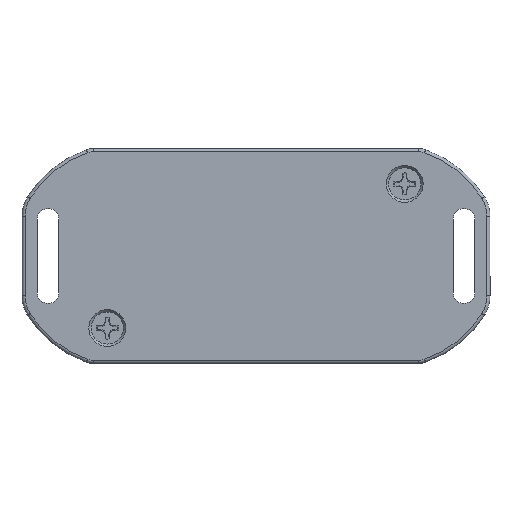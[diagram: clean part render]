
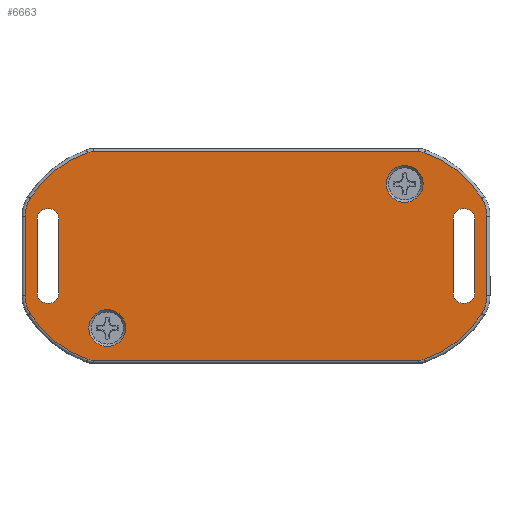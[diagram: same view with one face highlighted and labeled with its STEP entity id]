
A CAD part, top view. The second image highlights one B-rep face of the part: STEP entity #6663.
In plain terms, the highlighted face is planar.
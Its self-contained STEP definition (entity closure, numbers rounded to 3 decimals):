
#271=CIRCLE('',#7028,1.75);
#292=CIRCLE('',#7056,1.75);
#324=CIRCLE('',#7115,3.);
#326=CIRCLE('',#7118,3.);
#328=CIRCLE('',#7121,17.8);
#330=CIRCLE('',#7124,17.8);
#332=CIRCLE('',#7127,5.5);
#334=CIRCLE('',#7130,5.5);
#338=CIRCLE('',#7137,5.5);
#340=CIRCLE('',#7140,5.5);
#342=CIRCLE('',#7143,17.8);
#344=CIRCLE('',#7146,17.8);
#346=CIRCLE('',#7149,3.);
#348=CIRCLE('',#7152,3.);
#349=CIRCLE('',#7156,3.);
#350=CIRCLE('',#7157,3.);
#351=CIRCLE('',#7158,1.75);
#352=CIRCLE('',#7159,1.75);
#515=FACE_BOUND('',#1385,.T.);
#516=FACE_BOUND('',#1386,.T.);
#517=FACE_BOUND('',#1387,.T.);
#518=FACE_BOUND('',#1388,.T.);
#963=FACE_OUTER_BOUND('',#1384,.T.);
#1384=EDGE_LOOP('',(#5734,#5735,#5736,#5737,#5738,#5739,#5740,#5741,#5742,
#5743,#5744,#5745,#5746,#5747,#5748,#5749));
#1385=EDGE_LOOP('',(#5750));
#1386=EDGE_LOOP('',(#5751));
#1387=EDGE_LOOP('',(#5752,#5753,#5754,#5755));
#1388=EDGE_LOOP('',(#5756,#5757,#5758,#5759));
#1924=LINE('',#11943,#2502);
#1940=LINE('',#12018,#2518);
#1962=LINE('',#12192,#2540);
#1963=LINE('',#12221,#2541);
#1964=LINE('',#12225,#2542);
#1965=LINE('',#12251,#2543);
#1967=LINE('',#12261,#2545);
#1968=LINE('',#12264,#2546);
#2502=VECTOR('',#8294,12.);
#2518=VECTOR('',#8366,12.);
#2540=VECTOR('',#8496,53.);
#2541=VECTOR('',#8539,12.975);
#2542=VECTOR('',#8544,12.975);
#2543=VECTOR('',#8583,53.);
#2545=VECTOR('',#8595,12.);
#2546=VECTOR('',#8598,12.);
#3079=VERTEX_POINT('',#11935);
#3080=VERTEX_POINT('',#11937);
#3081=VERTEX_POINT('',#11941);
#3110=VERTEX_POINT('',#12010);
#3111=VERTEX_POINT('',#12012);
#3112=VERTEX_POINT('',#12016);
#3144=VERTEX_POINT('',#12186);
#3146=VERTEX_POINT('',#12190);
#3147=VERTEX_POINT('',#12194);
#3148=VERTEX_POINT('',#12199);
#3149=VERTEX_POINT('',#12203);
#3150=VERTEX_POINT('',#12207);
#3151=VERTEX_POINT('',#12211);
#3152=VERTEX_POINT('',#12215);
#3153=VERTEX_POINT('',#12219);
#3154=VERTEX_POINT('',#12223);
#3155=VERTEX_POINT('',#12227);
#3156=VERTEX_POINT('',#12231);
#3157=VERTEX_POINT('',#12235);
#3158=VERTEX_POINT('',#12239);
#3159=VERTEX_POINT('',#12243);
#3160=VERTEX_POINT('',#12247);
#3161=VERTEX_POINT('',#12255);
#3162=VERTEX_POINT('',#12257);
#3163=VERTEX_POINT('',#12259);
#3164=VERTEX_POINT('',#12262);
#3920=EDGE_CURVE('',#3080,#3079,#271,.T.);
#3923=EDGE_CURVE('',#3079,#3081,#1924,.T.);
#3957=EDGE_CURVE('',#3111,#3110,#292,.T.);
#3960=EDGE_CURVE('',#3110,#3112,#1940,.T.);
#4019=EDGE_CURVE('',#3146,#3144,#1962,.T.);
#4022=EDGE_CURVE('',#3144,#3147,#324,.T.);
#4024=EDGE_CURVE('',#3148,#3146,#326,.T.);
#4026=EDGE_CURVE('',#3147,#3149,#328,.T.);
#4028=EDGE_CURVE('',#3150,#3148,#330,.T.);
#4030=EDGE_CURVE('',#3149,#3151,#332,.T.);
#4032=EDGE_CURVE('',#3152,#3150,#334,.T.);
#4034=EDGE_CURVE('',#3151,#3153,#1963,.T.);
#4036=EDGE_CURVE('',#3154,#3152,#1964,.T.);
#4038=EDGE_CURVE('',#3153,#3155,#338,.T.);
#4040=EDGE_CURVE('',#3156,#3154,#340,.T.);
#4042=EDGE_CURVE('',#3155,#3157,#342,.T.);
#4044=EDGE_CURVE('',#3158,#3156,#344,.T.);
#4046=EDGE_CURVE('',#3157,#3159,#346,.T.);
#4048=EDGE_CURVE('',#3160,#3158,#348,.T.);
#4049=EDGE_CURVE('',#3159,#3160,#1965,.T.);
#4051=EDGE_CURVE('',#3161,#3161,#349,.T.);
#4052=EDGE_CURVE('',#3162,#3162,#350,.T.);
#4053=EDGE_CURVE('',#3081,#3163,#351,.T.);
#4054=EDGE_CURVE('',#3163,#3080,#1967,.T.);
#4055=EDGE_CURVE('',#3112,#3164,#352,.T.);
#4056=EDGE_CURVE('',#3164,#3111,#1968,.T.);
#5734=ORIENTED_EDGE('',*,*,#4019,.F.);
#5735=ORIENTED_EDGE('',*,*,#4024,.F.);
#5736=ORIENTED_EDGE('',*,*,#4028,.F.);
#5737=ORIENTED_EDGE('',*,*,#4032,.F.);
#5738=ORIENTED_EDGE('',*,*,#4036,.F.);
#5739=ORIENTED_EDGE('',*,*,#4040,.F.);
#5740=ORIENTED_EDGE('',*,*,#4044,.F.);
#5741=ORIENTED_EDGE('',*,*,#4048,.F.);
#5742=ORIENTED_EDGE('',*,*,#4049,.F.);
#5743=ORIENTED_EDGE('',*,*,#4046,.F.);
#5744=ORIENTED_EDGE('',*,*,#4042,.F.);
#5745=ORIENTED_EDGE('',*,*,#4038,.F.);
#5746=ORIENTED_EDGE('',*,*,#4034,.F.);
#5747=ORIENTED_EDGE('',*,*,#4030,.F.);
#5748=ORIENTED_EDGE('',*,*,#4026,.F.);
#5749=ORIENTED_EDGE('',*,*,#4022,.F.);
#5750=ORIENTED_EDGE('',*,*,#4051,.T.);
#5751=ORIENTED_EDGE('',*,*,#4052,.T.);
#5752=ORIENTED_EDGE('',*,*,#3923,.T.);
#5753=ORIENTED_EDGE('',*,*,#4053,.T.);
#5754=ORIENTED_EDGE('',*,*,#4054,.T.);
#5755=ORIENTED_EDGE('',*,*,#3920,.T.);
#5756=ORIENTED_EDGE('',*,*,#3960,.T.);
#5757=ORIENTED_EDGE('',*,*,#4055,.T.);
#5758=ORIENTED_EDGE('',*,*,#4056,.T.);
#5759=ORIENTED_EDGE('',*,*,#3957,.T.);
#6324=PLANE('',#7155);
#6663=ADVANCED_FACE('',(#963,#515,#516,#517,#518),#6324,.F.);
#7028=AXIS2_PLACEMENT_3D('',#11938,#8288,#8289);
#7056=AXIS2_PLACEMENT_3D('',#12013,#8360,#8361);
#7115=AXIS2_PLACEMENT_3D('',#12197,#8503,#8504);
#7118=AXIS2_PLACEMENT_3D('',#12201,#8509,#8510);
#7121=AXIS2_PLACEMENT_3D('',#12205,#8515,#8516);
#7124=AXIS2_PLACEMENT_3D('',#12209,#8521,#8522);
#7127=AXIS2_PLACEMENT_3D('',#12213,#8527,#8528);
#7130=AXIS2_PLACEMENT_3D('',#12217,#8533,#8534);
#7137=AXIS2_PLACEMENT_3D('',#12229,#8549,#8550);
#7140=AXIS2_PLACEMENT_3D('',#12233,#8555,#8556);
#7143=AXIS2_PLACEMENT_3D('',#12237,#8561,#8562);
#7146=AXIS2_PLACEMENT_3D('',#12241,#8567,#8568);
#7149=AXIS2_PLACEMENT_3D('',#12245,#8573,#8574);
#7152=AXIS2_PLACEMENT_3D('',#12249,#8579,#8580);
#7155=AXIS2_PLACEMENT_3D('',#12254,#8587,#8588);
#7156=AXIS2_PLACEMENT_3D('',#12256,#8589,#8590);
#7157=AXIS2_PLACEMENT_3D('',#12258,#8591,#8592);
#7158=AXIS2_PLACEMENT_3D('',#12260,#8593,#8594);
#7159=AXIS2_PLACEMENT_3D('',#12263,#8596,#8597);
#8288=DIRECTION('center_axis',(0.,0.,1.));
#8289=DIRECTION('ref_axis',(-1.,0.,0.));
#8294=DIRECTION('',(0.,-1.,0.));
#8360=DIRECTION('center_axis',(0.,0.,1.));
#8361=DIRECTION('ref_axis',(1.,0.,0.));
#8366=DIRECTION('',(0.,-1.,0.));
#8496=DIRECTION('',(-1.,0.,0.));
#8503=DIRECTION('center_axis',(0.,0.,1.));
#8504=DIRECTION('ref_axis',(-0.164,0.986,0.));
#8509=DIRECTION('center_axis',(0.,0.,1.));
#8510=DIRECTION('ref_axis',(0.164,0.986,0.));
#8515=DIRECTION('center_axis',(0.,0.,1.));
#8516=DIRECTION('ref_axis',(-0.623,0.782,0.));
#8521=DIRECTION('center_axis',(0.,0.,1.));
#8522=DIRECTION('ref_axis',(0.623,0.782,0.));
#8527=DIRECTION('center_axis',(0.,0.,1.));
#8528=DIRECTION('ref_axis',(-0.962,0.274,0.));
#8533=DIRECTION('center_axis',(0.,0.,1.));
#8534=DIRECTION('ref_axis',(0.962,0.274,0.));
#8539=DIRECTION('',(0.,-1.,0.));
#8544=DIRECTION('',(0.,1.,0.));
#8549=DIRECTION('center_axis',(0.,0.,1.));
#8550=DIRECTION('ref_axis',(-0.962,-0.274,0.));
#8555=DIRECTION('center_axis',(0.,0.,1.));
#8556=DIRECTION('ref_axis',(0.962,-0.274,0.));
#8561=DIRECTION('center_axis',(0.,0.,1.));
#8562=DIRECTION('ref_axis',(-0.623,-0.782,0.));
#8567=DIRECTION('center_axis',(0.,0.,1.));
#8568=DIRECTION('ref_axis',(0.623,-0.782,0.));
#8573=DIRECTION('center_axis',(0.,0.,1.));
#8574=DIRECTION('ref_axis',(-0.164,-0.986,0.));
#8579=DIRECTION('center_axis',(0.,0.,1.));
#8580=DIRECTION('ref_axis',(0.164,-0.986,0.));
#8583=DIRECTION('',(1.,0.,0.));
#8587=DIRECTION('center_axis',(0.,0.,1.));
#8588=DIRECTION('ref_axis',(1.,0.,0.));
#8589=DIRECTION('center_axis',(0.,0.,1.));
#8590=DIRECTION('ref_axis',(-1.,0.,0.));
#8591=DIRECTION('center_axis',(0.,0.,1.));
#8592=DIRECTION('ref_axis',(-1.,0.,0.));
#8593=DIRECTION('center_axis',(0.,0.,1.));
#8594=DIRECTION('ref_axis',(1.,0.,0.));
#8595=DIRECTION('',(0.,1.,0.));
#8596=DIRECTION('center_axis',(0.,0.,1.));
#8597=DIRECTION('ref_axis',(-1.,0.,0.));
#8598=DIRECTION('',(0.,1.,0.));
#11935=CARTESIAN_POINT('',(33.133,9.783,0.));
#11937=CARTESIAN_POINT('',(36.633,9.783,0.));
#11938=CARTESIAN_POINT('Origin',(34.883,9.783,0.));
#11941=CARTESIAN_POINT('',(33.133,-2.217,0.));
#11943=CARTESIAN_POINT('',(33.133,6.783,0.));
#12010=CARTESIAN_POINT('',(-34.667,9.783,0.));
#12012=CARTESIAN_POINT('',(-31.167,9.783,0.));
#12013=CARTESIAN_POINT('Origin',(-32.917,9.783,0.));
#12016=CARTESIAN_POINT('',(-34.667,-2.217,0.));
#12018=CARTESIAN_POINT('',(-34.667,6.783,0.));
#12186=CARTESIAN_POINT('',(-25.517,20.783,0.));
#12190=CARTESIAN_POINT('',(27.483,20.783,0.));
#12192=CARTESIAN_POINT('',(-14.017,20.783,0.));
#12194=CARTESIAN_POINT('',(-26.49,20.621,0.));
#12197=CARTESIAN_POINT('Origin',(-25.517,17.783,0.));
#12199=CARTESIAN_POINT('',(28.456,20.621,0.));
#12201=CARTESIAN_POINT('Origin',(27.483,17.783,0.));
#12203=CARTESIAN_POINT('',(-35.84,13.171,0.));
#12205=CARTESIAN_POINT('Origin',(-20.717,3.783,0.));
#12207=CARTESIAN_POINT('',(37.806,13.171,0.));
#12209=CARTESIAN_POINT('Origin',(22.683,3.783,0.));
#12211=CARTESIAN_POINT('',(-36.667,10.27,0.));
#12213=CARTESIAN_POINT('Origin',(-31.167,10.27,0.));
#12215=CARTESIAN_POINT('',(38.633,10.27,0.));
#12217=CARTESIAN_POINT('Origin',(33.133,10.27,0.));
#12219=CARTESIAN_POINT('',(-36.667,-2.705,0.));
#12221=CARTESIAN_POINT('',(-36.667,-0.226,0.));
#12223=CARTESIAN_POINT('',(38.633,-2.705,0.));
#12225=CARTESIAN_POINT('',(38.633,7.792,0.));
#12227=CARTESIAN_POINT('',(-35.84,-5.605,0.));
#12229=CARTESIAN_POINT('Origin',(-31.167,-2.705,0.));
#12231=CARTESIAN_POINT('',(37.806,-5.605,0.));
#12233=CARTESIAN_POINT('Origin',(33.133,-2.705,0.));
#12235=CARTESIAN_POINT('',(-26.49,-13.055,0.));
#12237=CARTESIAN_POINT('Origin',(-20.717,3.783,0.));
#12239=CARTESIAN_POINT('',(28.456,-13.055,0.));
#12241=CARTESIAN_POINT('Origin',(22.683,3.783,0.));
#12243=CARTESIAN_POINT('',(-25.517,-13.217,0.));
#12245=CARTESIAN_POINT('Origin',(-25.517,-10.217,0.));
#12247=CARTESIAN_POINT('',(27.483,-13.217,0.));
#12249=CARTESIAN_POINT('Origin',(27.483,-10.217,0.));
#12251=CARTESIAN_POINT('',(15.983,-13.217,0.));
#12254=CARTESIAN_POINT('Origin',(0.983,3.783,0.));
#12255=CARTESIAN_POINT('',(-26.267,15.533,0.));
#12256=CARTESIAN_POINT('Origin',(-23.267,15.533,0.));
#12257=CARTESIAN_POINT('',(22.233,-7.967,0.));
#12258=CARTESIAN_POINT('Origin',(25.233,-7.967,0.));
#12259=CARTESIAN_POINT('',(36.633,-2.217,0.));
#12260=CARTESIAN_POINT('Origin',(34.883,-2.217,0.));
#12261=CARTESIAN_POINT('',(36.633,0.783,0.));
#12262=CARTESIAN_POINT('',(-31.167,-2.217,0.));
#12263=CARTESIAN_POINT('Origin',(-32.917,-2.217,0.));
#12264=CARTESIAN_POINT('',(-31.167,0.783,0.));
